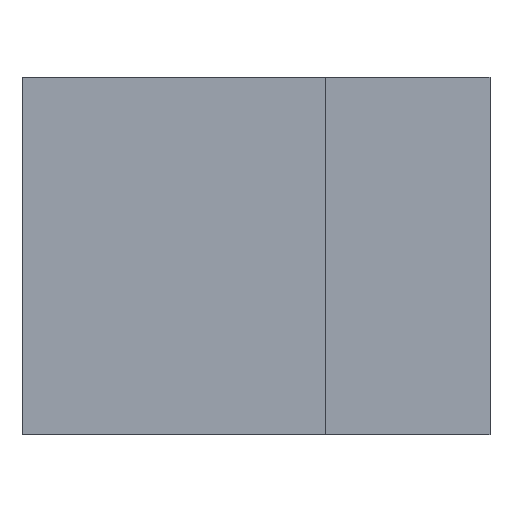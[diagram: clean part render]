
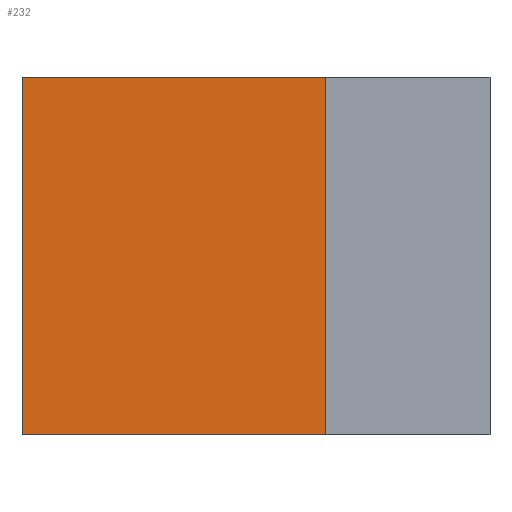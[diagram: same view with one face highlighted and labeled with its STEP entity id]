
A CAD part, front view. The second image highlights one B-rep face of the part: STEP entity #232.
In plain terms, the highlighted planar face has unit normal (0, -1, 0).
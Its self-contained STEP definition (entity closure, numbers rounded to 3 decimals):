
#24=PLANE('',#262);
#36=FACE_OUTER_BOUND('',#48,.T.);
#48=EDGE_LOOP('',(#191,#192,#193,#194));
#74=LINE('',#372,#100);
#75=LINE('',#375,#101);
#76=LINE('',#377,#102);
#77=LINE('',#378,#103);
#100=VECTOR('',#308,10.);
#101=VECTOR('',#311,10.);
#102=VECTOR('',#312,10.);
#103=VECTOR('',#313,10.);
#127=VERTEX_POINT('',#368);
#128=VERTEX_POINT('',#370);
#129=VERTEX_POINT('',#374);
#130=VERTEX_POINT('',#376);
#154=EDGE_CURVE('',#127,#128,#74,.T.);
#155=EDGE_CURVE('',#127,#129,#75,.T.);
#156=EDGE_CURVE('',#130,#128,#76,.T.);
#157=EDGE_CURVE('',#129,#130,#77,.T.);
#191=ORIENTED_EDGE('',*,*,#155,.F.);
#192=ORIENTED_EDGE('',*,*,#154,.T.);
#193=ORIENTED_EDGE('',*,*,#156,.F.);
#194=ORIENTED_EDGE('',*,*,#157,.F.);
#232=ADVANCED_FACE('',(#36),#24,.T.);
#262=AXIS2_PLACEMENT_3D('',#373,#309,#310);
#308=DIRECTION('',(0.,0.,1.));
#309=DIRECTION('center_axis',(0.,-1.,0.));
#310=DIRECTION('ref_axis',(1.,0.,0.));
#311=DIRECTION('',(-1.,0.,0.));
#312=DIRECTION('',(1.,0.,0.));
#313=DIRECTION('',(0.,0.,1.));
#368=CARTESIAN_POINT('',(2.,-13.5,10.));
#370=CARTESIAN_POINT('',(2.,-13.5,20.));
#372=CARTESIAN_POINT('',(2.,-13.5,10.));
#373=CARTESIAN_POINT('Origin',(-6.5,-13.5,10.));
#374=CARTESIAN_POINT('',(-6.5,-13.5,10.));
#375=CARTESIAN_POINT('',(0.,-13.5,10.));
#376=CARTESIAN_POINT('',(-6.5,-13.5,20.));
#377=CARTESIAN_POINT('',(0.,-13.5,20.));
#378=CARTESIAN_POINT('',(-6.5,-13.5,10.));
